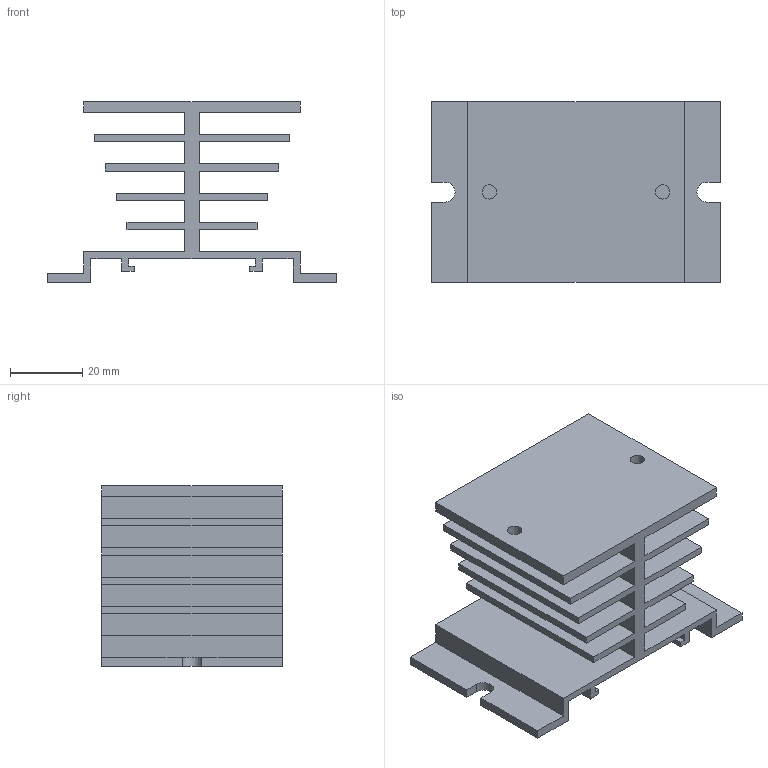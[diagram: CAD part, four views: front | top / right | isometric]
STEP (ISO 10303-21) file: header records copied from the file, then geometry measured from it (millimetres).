
FILE_DESCRIPTION (( 'STEP AP214' ), '1' );
FILE_NAME ('R125A 80-50-50.stp', '2023-06-26T04:54:39', ( '微软用户' ), ( '微软中国' ), 'SwSTEP 2.0', 'SolidWorks 2020', '' );
FILE_SCHEMA (( 'AUTOMOTIVE_DESIGN' ));
Length unit declared in the file: millimetre
Products named in the file (1): R125A 80-50-50
Bounding box: 80 x 50 x 50 mm (x, y, z)
Volume: 43587.1 mm3; surface area: 38351.3 mm2
Topology: 1 solids, 1 shells, 79 faces, 231 edges, 154 vertices
Faces by surface type: plane 72, cylinder 7
Entity records: 2621 total; most frequent: CARTESIAN_POINT 465, ORIENTED_EDGE 462, DIRECTION 405, EDGE_CURVE 231, LINE 217, VECTOR 217, VERTEX_POINT 154, AXIS2_PLACEMENT_3D 94
